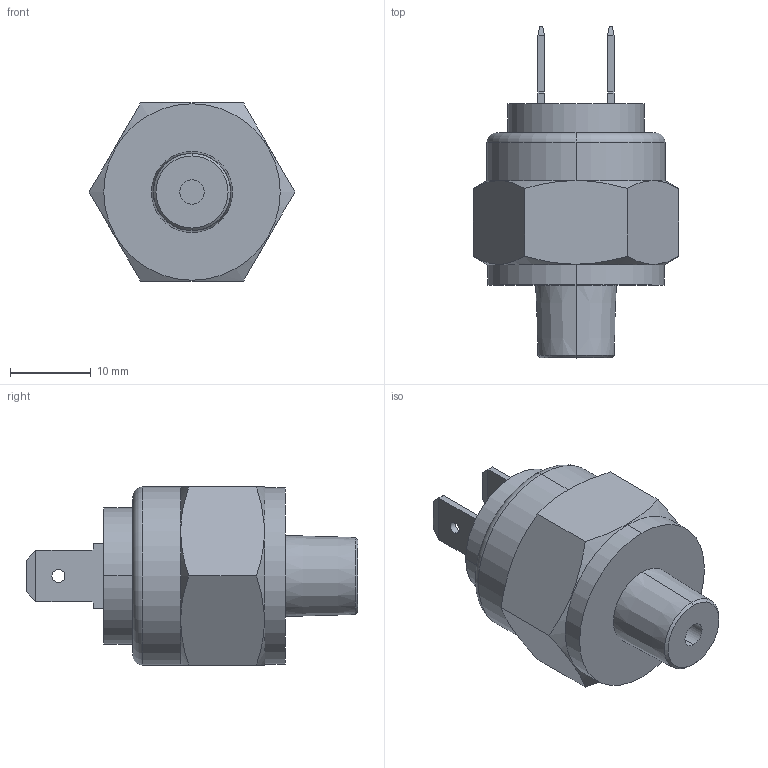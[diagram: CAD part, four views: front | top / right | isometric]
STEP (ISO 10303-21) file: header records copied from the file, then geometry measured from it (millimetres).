
FILE_DESCRIPTION (( 'STEP AP214' ), '1' );
FILE_NAME ('26.STEP', '2020-02-07T16:05:23', ( '' ), ( '' ), 'SwSTEP 2.0', 'SolidWorks 2019', '' );
FILE_SCHEMA (( 'AUTOMOTIVE_DESIGN' ));
Length unit declared in the file: millimetre
Products named in the file (1): 26
Bounding box: 25.4 x 41 x 22 mm (x, y, z)
Surface area: 3352.4 mm2 (no closed solid volume)
Topology: 0 solids, 4 shells, 69 faces, 198 edges, 136 vertices
Faces by surface type: plane 41, cylinder 14, cone 12, torus 2
Entity records: 3125 total; most frequent: CARTESIAN_POINT 544, DIRECTION 366, ORIENTED_EDGE 350, EDGE_CURVE 198, VERTEX_POINT 136, LINE 130, VECTOR 130, AXIS2_PLACEMENT_3D 118
